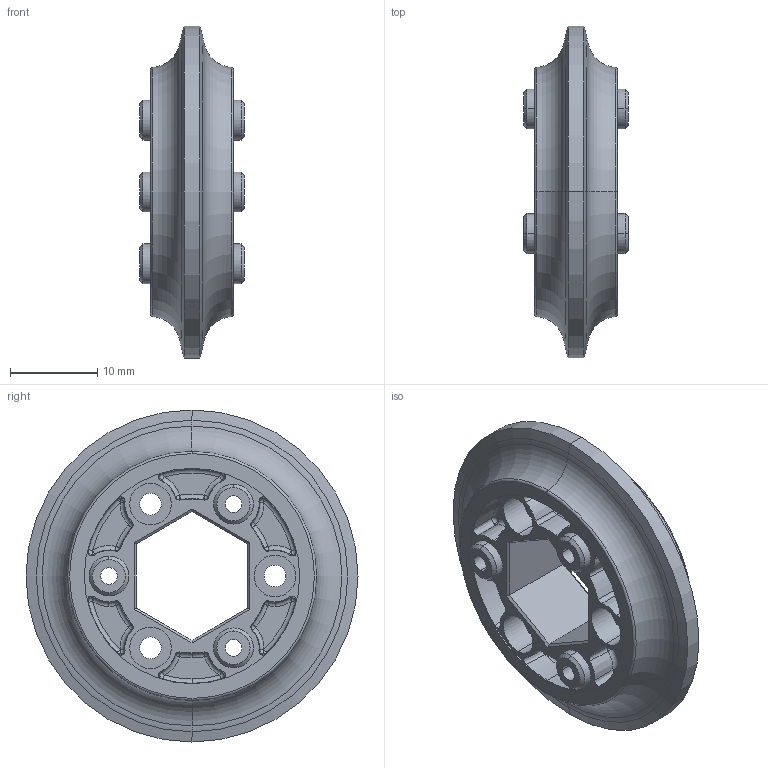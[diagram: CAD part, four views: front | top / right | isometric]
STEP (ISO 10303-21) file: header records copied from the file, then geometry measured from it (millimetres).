
FILE_DESCRIPTION (( 'STEP AP203' ), '1' );
FILE_NAME ('WCP-0097.STEP', '2021-04-13T01:05:00', ( '' ), ( '' ), 'SwSTEP 2.0', 'SolidWorks 2020', '' );
FILE_SCHEMA (( 'CONFIG_CONTROL_DESIGN' ));
Length unit declared in the file: inch
Products named in the file (1): WCP-0097
Bounding box: 12.03 x 38.1 x 38.1 mm (x, y, z)
Volume: 5276.1 mm3; surface area: 4297 mm2
Topology: 1 solids, 1 shells, 356 faces, 760 edges, 432 vertices
Faces by surface type: sphere 80, cone 72, torus 68, bspline 48, plane 46, cylinder 42
Entity records: 10523 total; most frequent: CARTESIAN_POINT 2845, DIRECTION 1742, ORIENTED_EDGE 1520, AXIS2_PLACEMENT_3D 817, EDGE_CURVE 760, CIRCLE 508, VERTEX_POINT 432, EDGE_LOOP 396
